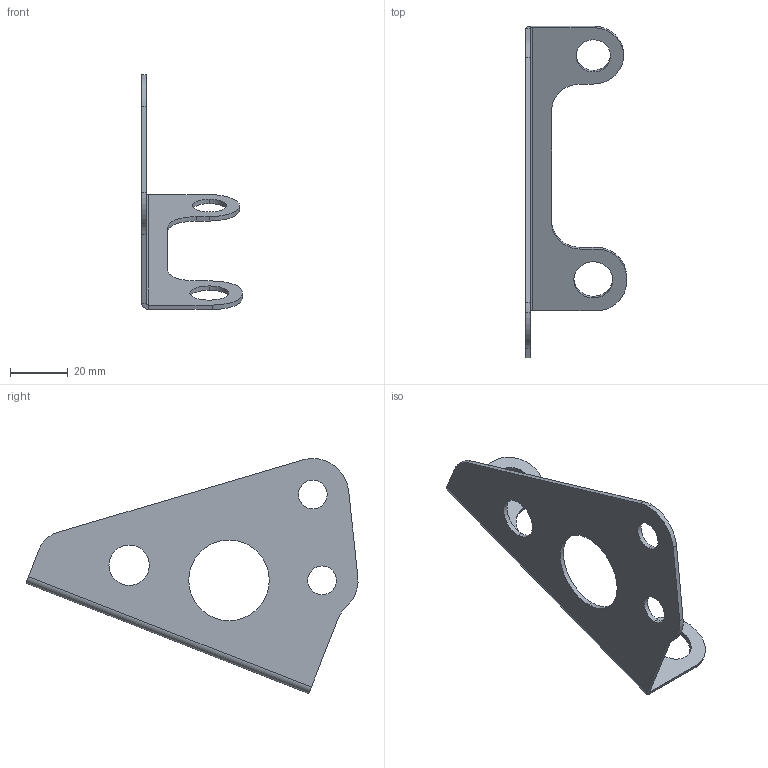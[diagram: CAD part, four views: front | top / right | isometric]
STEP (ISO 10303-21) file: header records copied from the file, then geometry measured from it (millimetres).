
FILE_DESCRIPTION (( 'STEP AP214' ), '1' );
FILE_NAME ('33 - bracket fuel pump(M900).STEP', '2016-11-26T22:45:18', ( '' ), ( '' ), 'SwSTEP 2.0', 'SolidWorks 2014', '' );
FILE_SCHEMA (( 'AUTOMOTIVE_DESIGN' ));
Length unit declared in the file: millimetre
Products named in the file (1): 33 - bracket fuel pump(M900)
Bounding box: 35.03 x 115.36 x 81.65 mm (x, y, z)
Volume: 10235.8 mm3; surface area: 13515.8 mm2
Topology: 1 solids, 1 shells, 41 faces, 109 edges, 70 vertices
Faces by surface type: cylinder 25, plane 16
Entity records: 1347 total; most frequent: DIRECTION 243, CARTESIAN_POINT 221, ORIENTED_EDGE 218, EDGE_CURVE 109, AXIS2_PLACEMENT_3D 92, VERTEX_POINT 70, VECTOR 59, LINE 59
